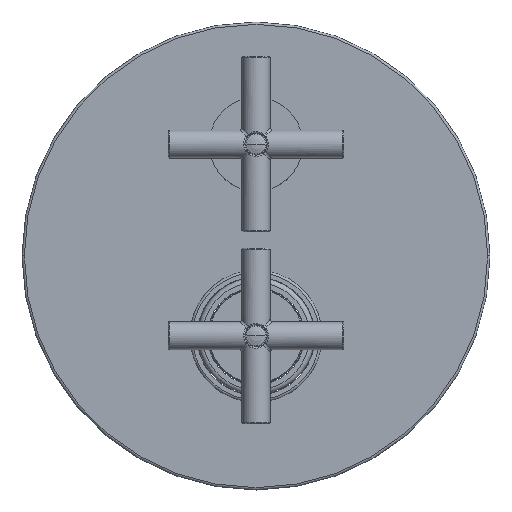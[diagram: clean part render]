
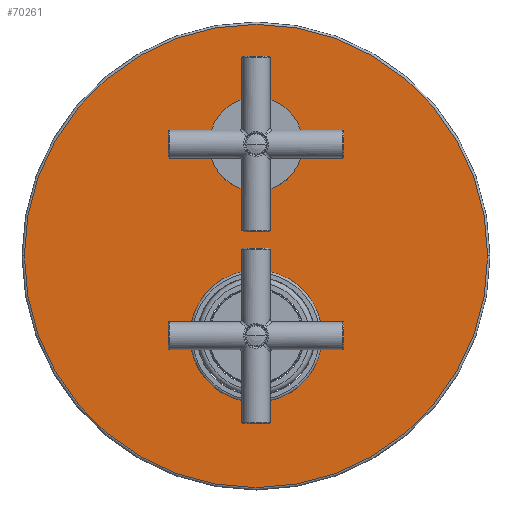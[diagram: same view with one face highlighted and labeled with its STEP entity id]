
A CAD part, top view. The second image highlights one B-rep face of the part: STEP entity #70261.
In plain terms, the highlighted planar face has unit normal (0, 0, 1).
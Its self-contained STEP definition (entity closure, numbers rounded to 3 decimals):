
#68823=CARTESIAN_POINT('',(0.,34.3,47.79));
#68824=DIRECTION('',(0.,0.,1.));
#68825=DIRECTION('',(-1.,0.,0.));
#68826=AXIS2_PLACEMENT_3D('',#68823,#68824,#68825);
#68828=CARTESIAN_POINT('',(0.,34.3,47.79));
#68829=DIRECTION('',(0.,0.,1.));
#68830=DIRECTION('',(1.,0.,0.));
#68831=AXIS2_PLACEMENT_3D('',#68828,#68829,#68830);
#68833=CARTESIAN_POINT('',(0.,82.,47.79));
#68834=DIRECTION('',(0.,0.,-1.));
#68835=DIRECTION('',(-1.,0.,0.));
#68836=AXIS2_PLACEMENT_3D('',#68833,#68834,#68835);
#68838=CARTESIAN_POINT('',(0.,82.,47.79));
#68839=DIRECTION('',(0.,0.,-1.));
#68840=DIRECTION('',(1.,0.,0.));
#68841=AXIS2_PLACEMENT_3D('',#68838,#68839,#68840);
#68843=CARTESIAN_POINT('',(0.,0.,47.79));
#68844=DIRECTION('',(0.,0.,-1.));
#68845=DIRECTION('',(-1.,0.,0.));
#68846=AXIS2_PLACEMENT_3D('',#68843,#68844,#68845);
#68848=CARTESIAN_POINT('',(0.,0.,47.79));
#68849=DIRECTION('',(0.,0.,-1.));
#68850=DIRECTION('',(1.,0.,0.));
#68851=AXIS2_PLACEMENT_3D('',#68848,#68849,#68850);
#69808=CARTESIAN_POINT('',(-99.,34.3,47.79));
#69809=CARTESIAN_POINT('',(99.,34.3,47.79));
#69810=VERTEX_POINT('',#69808);
#69811=VERTEX_POINT('',#69809);
#69856=CARTESIAN_POINT('',(-17.25,82.,47.79));
#69857=CARTESIAN_POINT('',(17.25,82.,47.79));
#69858=VERTEX_POINT('',#69856);
#69859=VERTEX_POINT('',#69857);
#69936=CARTESIAN_POINT('',(-28.25,0.,47.79));
#69937=CARTESIAN_POINT('',(28.25,0.,47.79));
#69938=VERTEX_POINT('',#69936);
#69939=VERTEX_POINT('',#69937);
#70239=CARTESIAN_POINT('',(0.,34.3,47.79));
#70240=DIRECTION('',(0.,0.,-1.));
#70241=DIRECTION('',(1.,0.,0.));
#70242=AXIS2_PLACEMENT_3D('',#70239,#70240,#70241);
#70243=PLANE('',#70242);
#70245=ORIENTED_EDGE('',*,*,#70244,.F.);
#70247=ORIENTED_EDGE('',*,*,#70246,.F.);
#70248=EDGE_LOOP('',(#70245,#70247));
#70249=FACE_OUTER_BOUND('',#70248,.F.);
#70251=ORIENTED_EDGE('',*,*,#70250,.F.);
#70253=ORIENTED_EDGE('',*,*,#70252,.F.);
#70254=EDGE_LOOP('',(#70251,#70253));
#70255=FACE_BOUND('',#70254,.F.);
#70256=ORIENTED_EDGE('',*,*,#70222,.F.);
#70258=ORIENTED_EDGE('',*,*,#70257,.F.);
#70259=EDGE_LOOP('',(#70256,#70258));
#70260=FACE_BOUND('',#70259,.F.);
#70261=ADVANCED_FACE('',(#70249,#70255,#70260),#70243,.F.);
#68827=CIRCLE('',#68826,99.);
#68832=CIRCLE('',#68831,99.);
#68837=CIRCLE('',#68836,17.25);
#68842=CIRCLE('',#68841,17.25);
#68847=CIRCLE('',#68846,28.25);
#68852=CIRCLE('',#68851,28.25);
#70222=EDGE_CURVE('',#69938,#69939,#68847,.T.);
#70244=EDGE_CURVE('',#69810,#69811,#68827,.T.);
#70246=EDGE_CURVE('',#69811,#69810,#68832,.T.);
#70250=EDGE_CURVE('',#69858,#69859,#68837,.T.);
#70252=EDGE_CURVE('',#69859,#69858,#68842,.T.);
#70257=EDGE_CURVE('',#69939,#69938,#68852,.T.);
